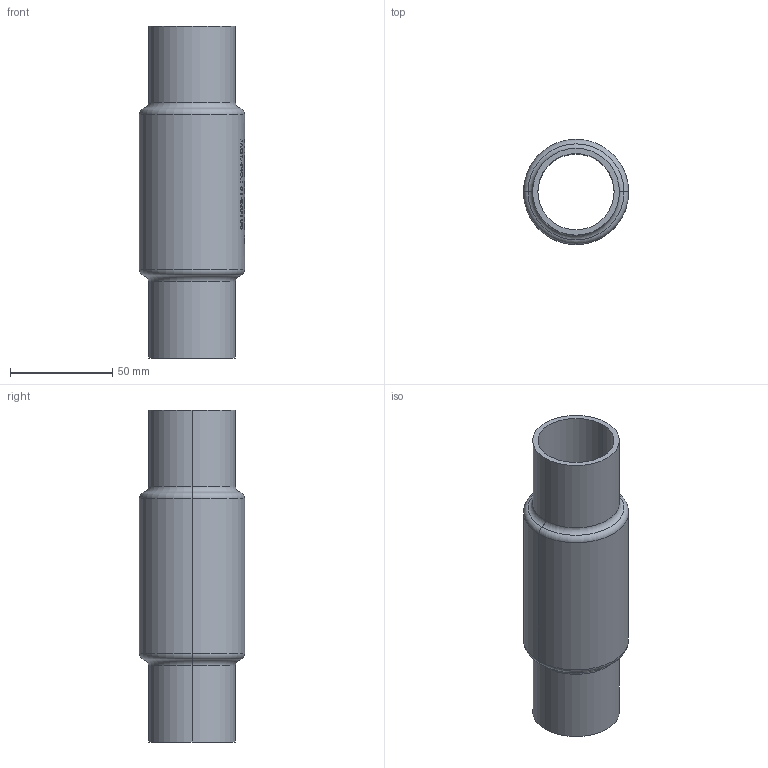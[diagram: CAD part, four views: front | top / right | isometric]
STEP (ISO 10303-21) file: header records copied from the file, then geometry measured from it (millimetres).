
FILE_DESCRIPTION (( 'STEP AP214' ), '1' );
FILE_NAME ('7110000_DN032_ PN10_51420106.STEP', '2022-02-25T10:36:29', ( 'axxx' ), ( 'Hewlett-Packard Company' ), 'SwSTEP 2.0', 'SolidWorks 2019', '' );
FILE_SCHEMA (( 'AUTOMOTIVE_DESIGN' ));
Length unit declared in the file: millimetre
Products named in the file (1): 7110000_DN032_ PN10_51420106
Bounding box: 51.3 x 51.3 x 162 mm (x, y, z)
Volume: 105600.6 mm3; surface area: 46980.6 mm2
Topology: 1 solids, 1 shells, 501 faces, 1347 edges, 894 vertices
Faces by surface type: plane 236, bspline 217, cylinder 40, torus 8
Entity records: 28058 total; most frequent: CARTESIAN_POINT 17061, ORIENTED_EDGE 2694, DIRECTION 1507, EDGE_CURVE 1347, VERTEX_POINT 894, VECTOR 725, LINE 725, EDGE_LOOP 549
